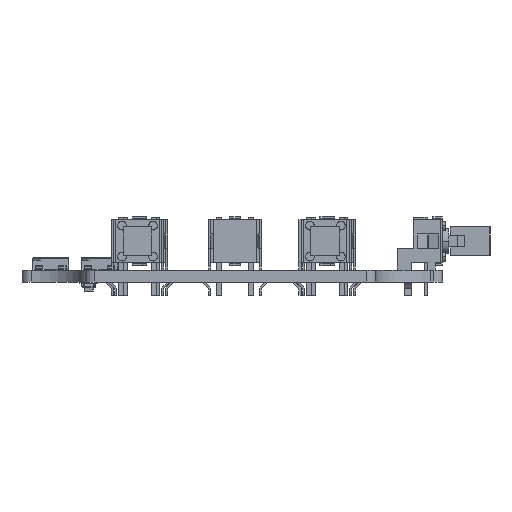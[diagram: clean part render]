
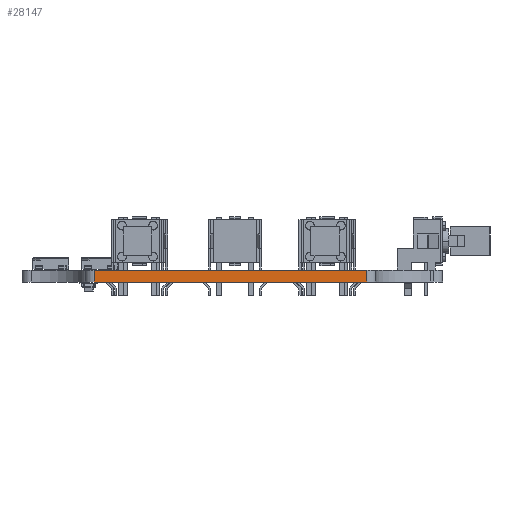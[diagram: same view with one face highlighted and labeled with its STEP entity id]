
A CAD part, left-side view. The second image highlights one B-rep face of the part: STEP entity #28147.
In plain terms, the highlighted planar face has unit normal (-1, 0, 0).
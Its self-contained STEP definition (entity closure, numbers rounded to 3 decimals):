
#21974 = PLANE('',#21975);
#21975 = AXIS2_PLACEMENT_3D('',#21976,#21977,#21978);
#21976 = CARTESIAN_POINT('',(101.266,-63.366,1.6));
#21977 = DIRECTION('',(0.,0.,1.));
#21978 = DIRECTION('',(1.,0.,-0.));
#22028 = PLANE('',#22029);
#22029 = AXIS2_PLACEMENT_3D('',#22030,#22031,#22032);
#22030 = CARTESIAN_POINT('',(101.266,-63.366,0.));
#22031 = DIRECTION('',(0.,0.,1.));
#22032 = DIRECTION('',(1.,0.,-0.));
#22482 = VERTEX_POINT('',#22483);
#22483 = CARTESIAN_POINT('',(56.25,-44.25,0.));
#22498 = CYLINDRICAL_SURFACE('',#22499,1.25);
#22499 = AXIS2_PLACEMENT_3D('',#22500,#22501,#22502);
#22500 = CARTESIAN_POINT('',(57.5,-44.25,0.));
#22501 = DIRECTION('',(-0.,-0.,-1.));
#22502 = DIRECTION('',(1.,0.,-0.));
#22510 = EDGE_CURVE('',#22482,#22511,#22513,.T.);
#22511 = VERTEX_POINT('',#22512);
#22512 = CARTESIAN_POINT('',(56.25,-82.,0.));
#22513 = SURFACE_CURVE('',#22514,(#22518,#22525),.PCURVE_S1.);
#22514 = LINE('',#22515,#22516);
#22515 = CARTESIAN_POINT('',(56.25,-44.25,0.));
#22516 = VECTOR('',#22517,1.);
#22517 = DIRECTION('',(0.,-1.,0.));
#22518 = PCURVE('',#22028,#22519);
#22519 = DEFINITIONAL_REPRESENTATION('',(#22520),#22524);
#22520 = LINE('',#22521,#22522);
#22521 = CARTESIAN_POINT('',(-45.016,19.116));
#22522 = VECTOR('',#22523,1.);
#22523 = DIRECTION('',(0.,-1.));
#22524 = ( GEOMETRIC_REPRESENTATION_CONTEXT(2) 
PARAMETRIC_REPRESENTATION_CONTEXT() REPRESENTATION_CONTEXT('2D SPACE',''
  ) );
#22525 = PCURVE('',#22526,#22531);
#22526 = PLANE('',#22527);
#22527 = AXIS2_PLACEMENT_3D('',#22528,#22529,#22530);
#22528 = CARTESIAN_POINT('',(56.25,-44.25,0.));
#22529 = DIRECTION('',(1.,0.,-0.));
#22530 = DIRECTION('',(0.,-1.,0.));
#22531 = DEFINITIONAL_REPRESENTATION('',(#22532),#22536);
#22532 = LINE('',#22533,#22534);
#22533 = CARTESIAN_POINT('',(0.,0.));
#22534 = VECTOR('',#22535,1.);
#22535 = DIRECTION('',(1.,0.));
#22536 = ( GEOMETRIC_REPRESENTATION_CONTEXT(2) 
PARAMETRIC_REPRESENTATION_CONTEXT() REPRESENTATION_CONTEXT('2D SPACE',''
  ) );
#22555 = CYLINDRICAL_SURFACE('',#22556,1.25);
#22556 = AXIS2_PLACEMENT_3D('',#22557,#22558,#22559);
#22557 = CARTESIAN_POINT('',(57.5,-82.,0.));
#22558 = DIRECTION('',(-0.,-0.,-1.));
#22559 = DIRECTION('',(1.,0.,-0.));
#25556 = VERTEX_POINT('',#25557);
#25557 = CARTESIAN_POINT('',(56.25,-44.25,1.6));
#25579 = EDGE_CURVE('',#25556,#25580,#25582,.T.);
#25580 = VERTEX_POINT('',#25581);
#25581 = CARTESIAN_POINT('',(56.25,-82.,1.6));
#25582 = SURFACE_CURVE('',#25583,(#25587,#25594),.PCURVE_S1.);
#25583 = LINE('',#25584,#25585);
#25584 = CARTESIAN_POINT('',(56.25,-44.25,1.6));
#25585 = VECTOR('',#25586,1.);
#25586 = DIRECTION('',(0.,-1.,0.));
#25587 = PCURVE('',#21974,#25588);
#25588 = DEFINITIONAL_REPRESENTATION('',(#25589),#25593);
#25589 = LINE('',#25590,#25591);
#25590 = CARTESIAN_POINT('',(-45.016,19.116));
#25591 = VECTOR('',#25592,1.);
#25592 = DIRECTION('',(0.,-1.));
#25593 = ( GEOMETRIC_REPRESENTATION_CONTEXT(2) 
PARAMETRIC_REPRESENTATION_CONTEXT() REPRESENTATION_CONTEXT('2D SPACE',''
  ) );
#25594 = PCURVE('',#22526,#25595);
#25595 = DEFINITIONAL_REPRESENTATION('',(#25596),#25600);
#25596 = LINE('',#25597,#25598);
#25597 = CARTESIAN_POINT('',(0.,-1.6));
#25598 = VECTOR('',#25599,1.);
#25599 = DIRECTION('',(1.,0.));
#25600 = ( GEOMETRIC_REPRESENTATION_CONTEXT(2) 
PARAMETRIC_REPRESENTATION_CONTEXT() REPRESENTATION_CONTEXT('2D SPACE',''
  ) );
#28097 = EDGE_CURVE('',#22511,#25580,#28098,.T.);
#28098 = SURFACE_CURVE('',#28099,(#28103,#28110),.PCURVE_S1.);
#28099 = LINE('',#28100,#28101);
#28100 = CARTESIAN_POINT('',(56.25,-82.,0.));
#28101 = VECTOR('',#28102,1.);
#28102 = DIRECTION('',(0.,0.,1.));
#28103 = PCURVE('',#22555,#28104);
#28104 = DEFINITIONAL_REPRESENTATION('',(#28105),#28109);
#28105 = LINE('',#28106,#28107);
#28106 = CARTESIAN_POINT('',(-3.142,0.));
#28107 = VECTOR('',#28108,1.);
#28108 = DIRECTION('',(-0.,-1.));
#28109 = ( GEOMETRIC_REPRESENTATION_CONTEXT(2) 
PARAMETRIC_REPRESENTATION_CONTEXT() REPRESENTATION_CONTEXT('2D SPACE',''
  ) );
#28110 = PCURVE('',#22526,#28111);
#28111 = DEFINITIONAL_REPRESENTATION('',(#28112),#28116);
#28112 = LINE('',#28113,#28114);
#28113 = CARTESIAN_POINT('',(37.75,0.));
#28114 = VECTOR('',#28115,1.);
#28115 = DIRECTION('',(0.,-1.));
#28116 = ( GEOMETRIC_REPRESENTATION_CONTEXT(2) 
PARAMETRIC_REPRESENTATION_CONTEXT() REPRESENTATION_CONTEXT('2D SPACE',''
  ) );
#28147 = ADVANCED_FACE('',(#28148),#22526,.F.);
#28148 = FACE_BOUND('',#28149,.F.);
#28149 = EDGE_LOOP('',(#28150,#28171,#28172,#28173));
#28150 = ORIENTED_EDGE('',*,*,#28151,.T.);
#28151 = EDGE_CURVE('',#22482,#25556,#28152,.T.);
#28152 = SURFACE_CURVE('',#28153,(#28157,#28164),.PCURVE_S1.);
#28153 = LINE('',#28154,#28155);
#28154 = CARTESIAN_POINT('',(56.25,-44.25,0.));
#28155 = VECTOR('',#28156,1.);
#28156 = DIRECTION('',(0.,0.,1.));
#28157 = PCURVE('',#22526,#28158);
#28158 = DEFINITIONAL_REPRESENTATION('',(#28159),#28163);
#28159 = LINE('',#28160,#28161);
#28160 = CARTESIAN_POINT('',(0.,0.));
#28161 = VECTOR('',#28162,1.);
#28162 = DIRECTION('',(0.,-1.));
#28163 = ( GEOMETRIC_REPRESENTATION_CONTEXT(2) 
PARAMETRIC_REPRESENTATION_CONTEXT() REPRESENTATION_CONTEXT('2D SPACE',''
  ) );
#28164 = PCURVE('',#22498,#28165);
#28165 = DEFINITIONAL_REPRESENTATION('',(#28166),#28170);
#28166 = LINE('',#28167,#28168);
#28167 = CARTESIAN_POINT('',(-3.142,0.));
#28168 = VECTOR('',#28169,1.);
#28169 = DIRECTION('',(-0.,-1.));
#28170 = ( GEOMETRIC_REPRESENTATION_CONTEXT(2) 
PARAMETRIC_REPRESENTATION_CONTEXT() REPRESENTATION_CONTEXT('2D SPACE',''
  ) );
#28171 = ORIENTED_EDGE('',*,*,#25579,.T.);
#28172 = ORIENTED_EDGE('',*,*,#28097,.F.);
#28173 = ORIENTED_EDGE('',*,*,#22510,.F.);
